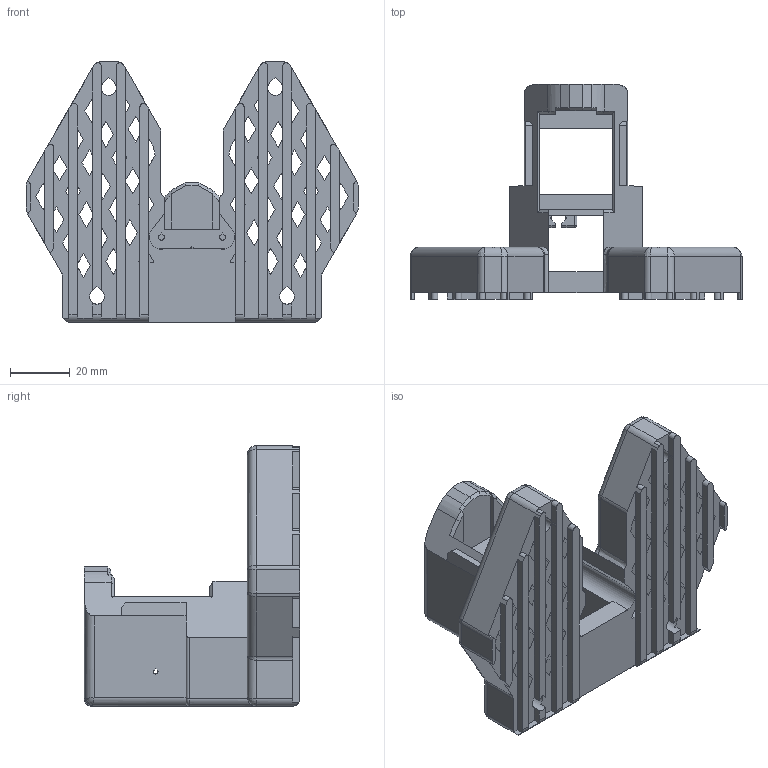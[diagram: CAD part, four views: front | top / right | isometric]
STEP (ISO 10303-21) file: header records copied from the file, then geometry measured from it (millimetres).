
FILE_DESCRIPTION(/* description */ (''),/* implementation_level */ '2;1');
FILE_NAME(/* name */ 'Base_SO101.step',/* time_stamp */ '2025-04-15T13:01:23+02:00',/* author */ (''),/* organization */ (''),/* preprocessor_version */ 'ST-DEVELOPER v20.1',/* originating_system */ 'Autodesk Translation Framework v14.4.0.0',/* authorisation */ '');
FILE_SCHEMA (('AUTOMOTIVE_DESIGN { 1 0 10303 214 3 1 1 }'));
Length unit declared in the file: millimetre
Products named in the file (1): Base_SO101
Bounding box: 110.92 x 72 x 87 mm (x, y, z)
Volume: 122707.6 mm3; surface area: 49307.6 mm2
Topology: 1 solids, 1 shells, 572 faces, 1743 edges, 1080 vertices
Faces by surface type: plane 429, cylinder 105, bspline 18, torus 10, cone 8, sphere 2
Entity records: 19753 total; most frequent: CARTESIAN_POINT 3990, ORIENTED_EDGE 3460, DIRECTION 3071, EDGE_CURVE 1730, LINE 1435, VECTOR 1435, VERTEX_POINT 1080, AXIS2_PLACEMENT_3D 818
